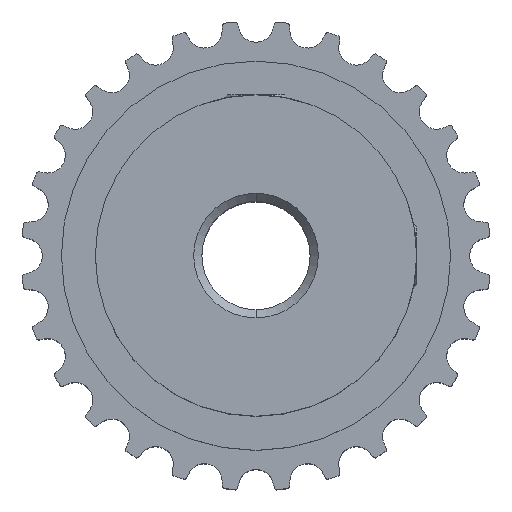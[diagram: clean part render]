
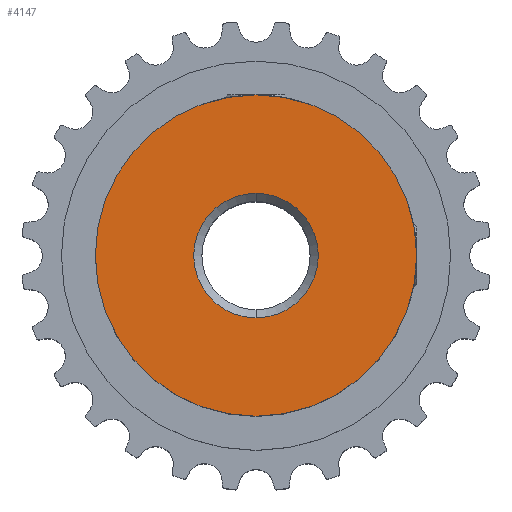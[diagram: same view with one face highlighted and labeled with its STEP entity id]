
A CAD part, top view. The second image highlights one B-rep face of the part: STEP entity #4147.
In plain terms, the highlighted planar face has unit normal (0, 0, 1).
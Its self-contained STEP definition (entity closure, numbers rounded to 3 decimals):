
#16=CARTESIAN_POINT('',(0.,0.,7.8));
#17=DIRECTION('',(0.,0.,1.));
#18=DIRECTION('',(0.,1.,0.));
#19=AXIS2_PLACEMENT_3D('',#16,#17,#18);
#21=CARTESIAN_POINT('',(0.,0.,7.8));
#22=DIRECTION('',(0.,0.,-1.));
#23=DIRECTION('',(0.,1.,0.));
#24=AXIS2_PLACEMENT_3D('',#21,#22,#23);
#31=CARTESIAN_POINT('',(0.,0.,7.8));
#32=DIRECTION('',(0.,0.,-1.));
#33=DIRECTION('',(0.,1.,0.));
#34=AXIS2_PLACEMENT_3D('',#31,#32,#33);
#2580=CARTESIAN_POINT('',(0.,0.,7.8));
#2581=DIRECTION('',(0.,0.,1.));
#2582=DIRECTION('',(0.,1.,0.));
#2583=AXIS2_PLACEMENT_3D('',#2580,#2581,#2582);
#3306=CARTESIAN_POINT('',(0.,8.9,7.8));
#3307=CARTESIAN_POINT('',(0.,-8.9,7.8));
#3308=VERTEX_POINT('',#3306);
#3309=VERTEX_POINT('',#3307);
#3670=CARTESIAN_POINT('',(0.,3.45,7.8));
#3671=CARTESIAN_POINT('',(0.,-3.45,7.8));
#3672=VERTEX_POINT('',#3670);
#3673=VERTEX_POINT('',#3671);
#4130=CARTESIAN_POINT('',(0.,0.,7.8));
#4131=DIRECTION('',(0.,0.,-1.));
#4132=DIRECTION('',(0.,-1.,0.));
#4133=AXIS2_PLACEMENT_3D('',#4130,#4131,#4132);
#4134=PLANE('',#4133);
#4136=ORIENTED_EDGE('',*,*,#4135,.F.);
#4138=ORIENTED_EDGE('',*,*,#4137,.T.);
#4139=EDGE_LOOP('',(#4136,#4138));
#4140=FACE_OUTER_BOUND('',#4139,.F.);
#4142=ORIENTED_EDGE('',*,*,#4141,.F.);
#4144=ORIENTED_EDGE('',*,*,#4143,.T.);
#4145=EDGE_LOOP('',(#4142,#4144));
#4146=FACE_BOUND('',#4145,.F.);
#20=CIRCLE('',#19,8.9);
#25=CIRCLE('',#24,8.9);
#35=CIRCLE('',#34,3.45);
#2584=CIRCLE('',#2583,3.45);
#4135=EDGE_CURVE('',#3308,#3309,#20,.T.);
#4137=EDGE_CURVE('',#3308,#3309,#25,.T.);
#4141=EDGE_CURVE('',#3672,#3673,#35,.T.);
#4143=EDGE_CURVE('',#3672,#3673,#2584,.T.);
#4147=ADVANCED_FACE('',(#4140,#4146),#4134,.F.);
